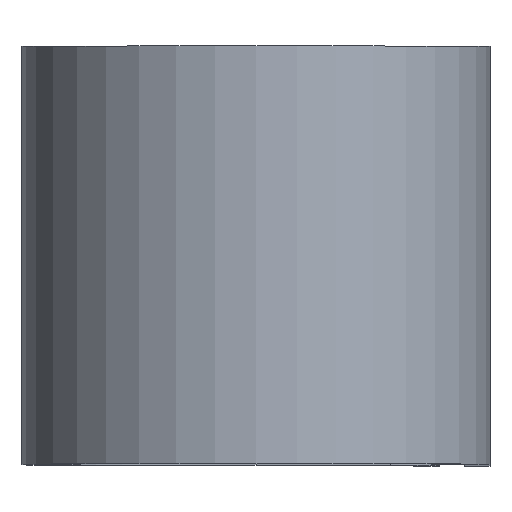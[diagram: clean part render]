
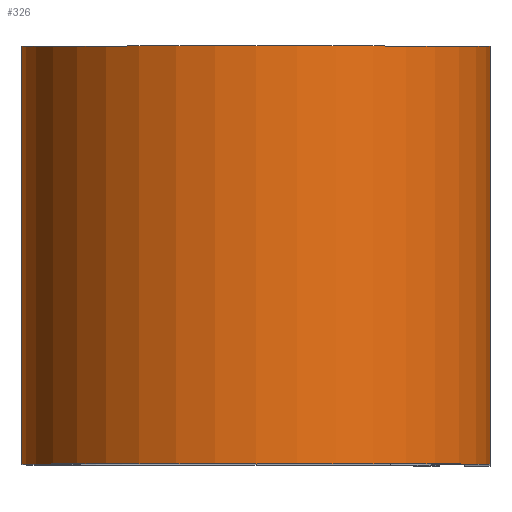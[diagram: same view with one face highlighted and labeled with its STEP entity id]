
A CAD part, top view. The second image highlights one B-rep face of the part: STEP entity #326.
In plain terms, the highlighted cylindrical face has radius 14.224 mm (diameter 28.448 mm), a partial arc.
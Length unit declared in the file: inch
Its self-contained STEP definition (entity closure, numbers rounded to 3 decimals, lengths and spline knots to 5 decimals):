
#21 = AXIS2_PLACEMENT_3D ( 'NONE', #629, #234, #683 ) ;
#32 = ORIENTED_EDGE ( 'NONE', *, *, #152, .F. ) ;
#36 = DIRECTION ( 'NONE',  ( 1., 0., 0. ) ) ;
#97 = FACE_OUTER_BOUND ( 'NONE', #245, .T. ) ;
#99 = CARTESIAN_POINT ( 'NONE',  ( 0.56, 0.5, 1. ) ) ;
#103 = VERTEX_POINT ( 'NONE', #596 ) ;
#123 = ORIENTED_EDGE ( 'NONE', *, *, #507, .T. ) ;
#152 = EDGE_CURVE ( 'NONE', #103, #605, #344, .T. ) ;
#170 = ORIENTED_EDGE ( 'NONE', *, *, #612, .T. ) ;
#234 = DIRECTION ( 'NONE',  ( 0., 1., 0. ) ) ;
#235 = CARTESIAN_POINT ( 'NONE',  ( 0., 0.5, 1. ) ) ;
#245 = EDGE_LOOP ( 'NONE', ( #123, #32, #853, #170 ) ) ;
#303 = VECTOR ( 'NONE', #518, 39.37008 ) ;
#312 = DIRECTION ( 'NONE',  ( 0., -1., 0. ) ) ;
#326 = ADVANCED_FACE ( 'NONE', ( #97 ), #704, .T. ) ;
#344 = LINE ( 'NONE', #99, #791 ) ;
#384 = AXIS2_PLACEMENT_3D ( 'NONE', #235, #312, #688 ) ;
#385 = CARTESIAN_POINT ( 'NONE',  ( -0.56, 0.5, 1. ) ) ;
#425 = VERTEX_POINT ( 'NONE', #559 ) ;
#456 = CARTESIAN_POINT ( 'NONE',  ( 0.56, -0.5, 1. ) ) ;
#477 = LINE ( 'NONE', #750, #303 ) ;
#493 = EDGE_CURVE ( 'NONE', #588, #103, #732, .T. ) ;
#504 = DIRECTION ( 'NONE',  ( 0., 1., 0. ) ) ;
#507 = EDGE_CURVE ( 'NONE', #425, #605, #745, .T. ) ;
#518 = DIRECTION ( 'NONE',  ( 0., -1., 0. ) ) ;
#559 = CARTESIAN_POINT ( 'NONE',  ( -0.56, -0.5, 1. ) ) ;
#588 = VERTEX_POINT ( 'NONE', #385 ) ;
#596 = CARTESIAN_POINT ( 'NONE',  ( 0.56, 0.5, 1. ) ) ;
#605 = VERTEX_POINT ( 'NONE', #456 ) ;
#612 = EDGE_CURVE ( 'NONE', #588, #425, #477, .T. ) ;
#629 = CARTESIAN_POINT ( 'NONE',  ( 0., -0.5, 1. ) ) ;
#683 = DIRECTION ( 'NONE',  ( 1., 0., 0. ) ) ;
#688 = DIRECTION ( 'NONE',  ( 0., 0., -1. ) ) ;
#696 = DIRECTION ( 'NONE',  ( 0., -1., 0. ) ) ;
#704 = CYLINDRICAL_SURFACE ( 'NONE', #384, 0.56 ) ;
#732 = CIRCLE ( 'NONE', #851, 0.56 ) ;
#745 = CIRCLE ( 'NONE', #21, 0.56 ) ;
#750 = CARTESIAN_POINT ( 'NONE',  ( -0.56, 0.5, 1. ) ) ;
#791 = VECTOR ( 'NONE', #696, 39.37008 ) ;
#842 = CARTESIAN_POINT ( 'NONE',  ( 0., 0.5, 1. ) ) ;
#851 = AXIS2_PLACEMENT_3D ( 'NONE', #842, #504, #36 ) ;
#853 = ORIENTED_EDGE ( 'NONE', *, *, #493, .F. ) ;
